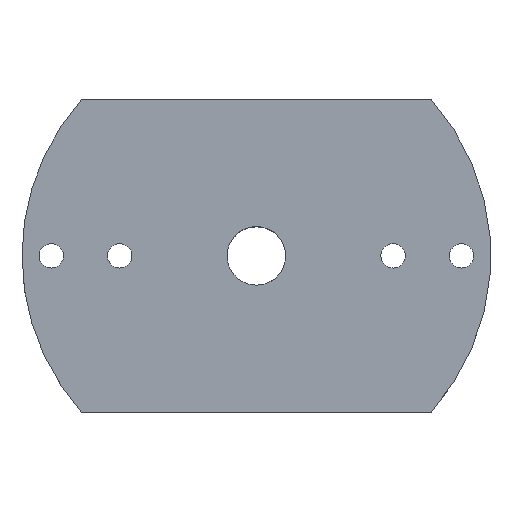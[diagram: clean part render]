
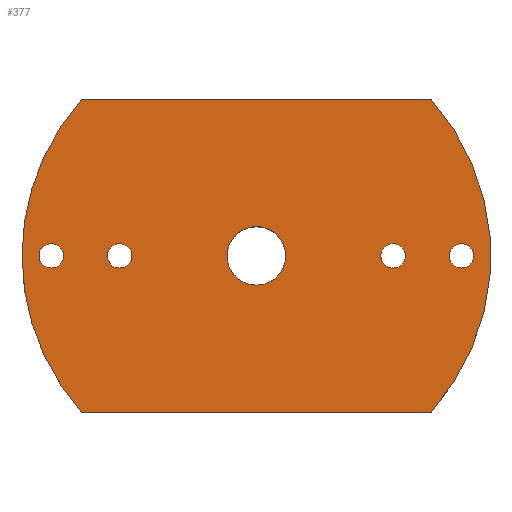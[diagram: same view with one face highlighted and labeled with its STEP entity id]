
A CAD part, top view. The second image highlights one B-rep face of the part: STEP entity #377.
In plain terms, the highlighted planar face has unit normal (0, 0, 1).
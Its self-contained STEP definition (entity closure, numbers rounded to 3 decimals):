
#3 = FACE_BOUND ( 'NONE', #4, .T. ) ;
#4 = EDGE_LOOP ( 'NONE', ( #1322, #459 ) ) ;
#8 = FACE_BOUND ( 'NONE', #835, .T. ) ;
#13 = CARTESIAN_POINT ( 'NONE',  ( 17.889, 16., 16. ) ) ;
#34 = AXIS2_PLACEMENT_3D ( 'NONE', #1140, #165, #1055 ) ;
#45 = EDGE_LOOP ( 'NONE', ( #147, #1148 ) ) ;
#64 = DIRECTION ( 'NONE',  ( 0., 0., -1. ) ) ;
#73 = AXIS2_PLACEMENT_3D ( 'NONE', #1060, #64, #758 ) ;
#75 = DIRECTION ( 'NONE',  ( -1., 0., 0. ) ) ;
#88 = CARTESIAN_POINT ( 'NONE',  ( 14., 0., 16. ) ) ;
#101 = CIRCLE ( 'NONE', #298, 1.25 ) ;
#105 = DIRECTION ( 'NONE',  ( 0., 0., -1. ) ) ;
#108 = DIRECTION ( 'NONE',  ( -1., 0., 0. ) ) ;
#109 = CARTESIAN_POINT ( 'NONE',  ( 3., 0., 16. ) ) ;
#111 = DIRECTION ( 'NONE',  ( -1., 0., 0. ) ) ;
#114 = CIRCLE ( 'NONE', #787, 1.25 ) ;
#116 = VERTEX_POINT ( 'NONE', #1050 ) ;
#126 = DIRECTION ( 'NONE',  ( -1., 0., 0. ) ) ;
#147 = ORIENTED_EDGE ( 'NONE', *, *, #959, .T. ) ;
#152 = VERTEX_POINT ( 'NONE', #1401 ) ;
#160 = VERTEX_POINT ( 'NONE', #1074 ) ;
#165 = DIRECTION ( 'NONE',  ( 0., 0., -1. ) ) ;
#173 = AXIS2_PLACEMENT_3D ( 'NONE', #1110, #1314, #989 ) ;
#178 = EDGE_CURVE ( 'NONE', #116, #425, #549, .T. ) ;
#187 = CIRCLE ( 'NONE', #339, 1.25 ) ;
#197 = CIRCLE ( 'NONE', #34, 1.25 ) ;
#219 = DIRECTION ( 'NONE',  ( -1., 0., 0. ) ) ;
#224 = CARTESIAN_POINT ( 'NONE',  ( 0., 0., 16. ) ) ;
#230 = FACE_BOUND ( 'NONE', #1276, .T. ) ;
#234 = VERTEX_POINT ( 'NONE', #844 ) ;
#242 = EDGE_CURVE ( 'NONE', #784, #1373, #114, .T. ) ;
#245 = CARTESIAN_POINT ( 'NONE',  ( -24., 0., 16. ) ) ;
#252 = CIRCLE ( 'NONE', #318, 3. ) ;
#257 = ORIENTED_EDGE ( 'NONE', *, *, #242, .T. ) ;
#259 = CARTESIAN_POINT ( 'NONE',  ( 22.25, 0., 16. ) ) ;
#263 = DIRECTION ( 'NONE',  ( 0., 0., -1. ) ) ;
#279 = VERTEX_POINT ( 'NONE', #13 ) ;
#285 = DIRECTION ( 'NONE',  ( 0., 0., -1. ) ) ;
#296 = ORIENTED_EDGE ( 'NONE', *, *, #887, .F. ) ;
#298 = AXIS2_PLACEMENT_3D ( 'NONE', #865, #1210, #108 ) ;
#312 = DIRECTION ( 'NONE',  ( 0., 0., -1. ) ) ;
#315 = DIRECTION ( 'NONE',  ( -1., 0., 0. ) ) ;
#318 = AXIS2_PLACEMENT_3D ( 'NONE', #1188, #285, #733 ) ;
#321 = DIRECTION ( 'NONE',  ( 0., 0., -1. ) ) ;
#335 = FACE_BOUND ( 'NONE', #625, .T. ) ;
#339 = AXIS2_PLACEMENT_3D ( 'NONE', #474, #1250, #482 ) ;
#358 = VERTEX_POINT ( 'NONE', #109 ) ;
#366 = EDGE_CURVE ( 'NONE', #516, #468, #732, .T. ) ;
#377 = ADVANCED_FACE ( 'NONE', ( #984, #335, #8, #3, #230, #1327 ), #441, .F. ) ;
#389 = DIRECTION ( 'NONE',  ( -1., 0., 0. ) ) ;
#417 = VERTEX_POINT ( 'NONE', #1414 ) ;
#421 = CARTESIAN_POINT ( 'NONE',  ( -14., 0., 16. ) ) ;
#425 = VERTEX_POINT ( 'NONE', #873 ) ;
#441 = PLANE ( 'NONE',  #1051 ) ;
#457 = CIRCLE ( 'NONE', #1012, 24. ) ;
#459 = ORIENTED_EDGE ( 'NONE', *, *, #178, .T. ) ;
#468 = VERTEX_POINT ( 'NONE', #245 ) ;
#474 = CARTESIAN_POINT ( 'NONE',  ( -21., 0., 16. ) ) ;
#482 = DIRECTION ( 'NONE',  ( -1., 0., 0. ) ) ;
#516 = VERTEX_POINT ( 'NONE', #1233 ) ;
#549 = CIRCLE ( 'NONE', #1174, 1.25 ) ;
#575 = ORIENTED_EDGE ( 'NONE', *, *, #366, .F. ) ;
#577 = CIRCLE ( 'NONE', #951, 1.25 ) ;
#593 = CARTESIAN_POINT ( 'NONE',  ( -15.25, 0., 16. ) ) ;
#620 = CARTESIAN_POINT ( 'NONE',  ( 17.889, -16., 16. ) ) ;
#625 = EDGE_LOOP ( 'NONE', ( #694, #874 ) ) ;
#627 = DIRECTION ( 'NONE',  ( -1., 0., 0. ) ) ;
#653 = CARTESIAN_POINT ( 'NONE',  ( -17.889, 16., 16. ) ) ;
#658 = CARTESIAN_POINT ( 'NONE',  ( -12.75, 0., 16. ) ) ;
#693 = EDGE_CURVE ( 'NONE', #358, #790, #252, .T. ) ;
#694 = ORIENTED_EDGE ( 'NONE', *, *, #1417, .T. ) ;
#695 = DIRECTION ( 'NONE',  ( -1., 0., 0. ) ) ;
#701 = EDGE_CURVE ( 'NONE', #425, #116, #747, .T. ) ;
#722 = LINE ( 'NONE', #620, #1086 ) ;
#732 = CIRCLE ( 'NONE', #173, 24. ) ;
#733 = DIRECTION ( 'NONE',  ( -1., 0., 0. ) ) ;
#744 = VERTEX_POINT ( 'NONE', #1326 ) ;
#746 = DIRECTION ( 'NONE',  ( 0., 0., -1. ) ) ;
#747 = CIRCLE ( 'NONE', #1356, 1.25 ) ;
#758 = DIRECTION ( 'NONE',  ( -1., 0., 0. ) ) ;
#765 = EDGE_CURVE ( 'NONE', #1064, #744, #101, .T. ) ;
#780 = DIRECTION ( 'NONE',  ( 0., 0., -1. ) ) ;
#781 = CARTESIAN_POINT ( 'NONE',  ( -3., 0., 16. ) ) ;
#784 = VERTEX_POINT ( 'NONE', #658 ) ;
#787 = AXIS2_PLACEMENT_3D ( 'NONE', #1072, #321, #126 ) ;
#790 = VERTEX_POINT ( 'NONE', #781 ) ;
#802 = EDGE_CURVE ( 'NONE', #160, #279, #1202, .T. ) ;
#809 = ORIENTED_EDGE ( 'NONE', *, *, #941, .F. ) ;
#835 = EDGE_LOOP ( 'NONE', ( #1038, #1294 ) ) ;
#836 = CARTESIAN_POINT ( 'NONE',  ( 21., 0., 16. ) ) ;
#844 = CARTESIAN_POINT ( 'NONE',  ( -22.25, 0., 16. ) ) ;
#848 = EDGE_CURVE ( 'NONE', #152, #234, #187, .T. ) ;
#865 = CARTESIAN_POINT ( 'NONE',  ( 21., 0., 16. ) ) ;
#873 = CARTESIAN_POINT ( 'NONE',  ( 12.75, 0., 16. ) ) ;
#874 = ORIENTED_EDGE ( 'NONE', *, *, #848, .T. ) ;
#882 = CARTESIAN_POINT ( 'NONE',  ( 0., 0., 16. ) ) ;
#887 = EDGE_CURVE ( 'NONE', #417, #516, #722, .T. ) ;
#896 = ORIENTED_EDGE ( 'NONE', *, *, #1209, .T. ) ;
#901 = VECTOR ( 'NONE', #982, 1000. ) ;
#904 = EDGE_CURVE ( 'NONE', #279, #417, #1380, .T. ) ;
#919 = ORIENTED_EDGE ( 'NONE', *, *, #904, .F. ) ;
#941 = EDGE_CURVE ( 'NONE', #468, #160, #457, .T. ) ;
#951 = AXIS2_PLACEMENT_3D ( 'NONE', #836, #263, #695 ) ;
#959 = EDGE_CURVE ( 'NONE', #790, #358, #1062, .T. ) ;
#963 = CARTESIAN_POINT ( 'NONE',  ( 0., 0., 16. ) ) ;
#972 = ORIENTED_EDGE ( 'NONE', *, *, #802, .F. ) ;
#982 = DIRECTION ( 'NONE',  ( 1., 0., 0. ) ) ;
#984 = FACE_BOUND ( 'NONE', #45, .T. ) ;
#989 = DIRECTION ( 'NONE',  ( -1., 0., 0. ) ) ;
#1012 = AXIS2_PLACEMENT_3D ( 'NONE', #963, #1395, #1200 ) ;
#1038 = ORIENTED_EDGE ( 'NONE', *, *, #1354, .T. ) ;
#1050 = CARTESIAN_POINT ( 'NONE',  ( 15.25, 0., 16. ) ) ;
#1051 = AXIS2_PLACEMENT_3D ( 'NONE', #224, #105, #315 ) ;
#1055 = DIRECTION ( 'NONE',  ( -1., 0., 0. ) ) ;
#1060 = CARTESIAN_POINT ( 'NONE',  ( 0., 0., 16. ) ) ;
#1062 = CIRCLE ( 'NONE', #1125, 3. ) ;
#1063 = CARTESIAN_POINT ( 'NONE',  ( 14., 0., 16. ) ) ;
#1064 = VERTEX_POINT ( 'NONE', #259 ) ;
#1072 = CARTESIAN_POINT ( 'NONE',  ( -14., 0., 16. ) ) ;
#1074 = CARTESIAN_POINT ( 'NONE',  ( -17.889, 16., 16. ) ) ;
#1085 = EDGE_LOOP ( 'NONE', ( #919, #972, #809, #575, #296 ) ) ;
#1086 = VECTOR ( 'NONE', #627, 1000. ) ;
#1090 = AXIS2_PLACEMENT_3D ( 'NONE', #421, #312, #111 ) ;
#1108 = CIRCLE ( 'NONE', #1090, 1.25 ) ;
#1110 = CARTESIAN_POINT ( 'NONE',  ( 0., 0., 16. ) ) ;
#1125 = AXIS2_PLACEMENT_3D ( 'NONE', #882, #780, #219 ) ;
#1140 = CARTESIAN_POINT ( 'NONE',  ( -21., 0., 16. ) ) ;
#1148 = ORIENTED_EDGE ( 'NONE', *, *, #693, .T. ) ;
#1174 = AXIS2_PLACEMENT_3D ( 'NONE', #88, #746, #389 ) ;
#1188 = CARTESIAN_POINT ( 'NONE',  ( 0., 0., 16. ) ) ;
#1200 = DIRECTION ( 'NONE',  ( -1., 0., 0. ) ) ;
#1202 = LINE ( 'NONE', #653, #901 ) ;
#1209 = EDGE_CURVE ( 'NONE', #1373, #784, #1108, .T. ) ;
#1210 = DIRECTION ( 'NONE',  ( 0., 0., -1. ) ) ;
#1233 = CARTESIAN_POINT ( 'NONE',  ( -17.889, -16., 16. ) ) ;
#1250 = DIRECTION ( 'NONE',  ( 0., 0., -1. ) ) ;
#1276 = EDGE_LOOP ( 'NONE', ( #896, #257 ) ) ;
#1294 = ORIENTED_EDGE ( 'NONE', *, *, #765, .T. ) ;
#1314 = DIRECTION ( 'NONE',  ( 0., 0., -1. ) ) ;
#1322 = ORIENTED_EDGE ( 'NONE', *, *, #701, .T. ) ;
#1326 = CARTESIAN_POINT ( 'NONE',  ( 19.75, 0., 16. ) ) ;
#1327 = FACE_OUTER_BOUND ( 'NONE', #1085, .T. ) ;
#1354 = EDGE_CURVE ( 'NONE', #744, #1064, #577, .T. ) ;
#1356 = AXIS2_PLACEMENT_3D ( 'NONE', #1063, #1398, #75 ) ;
#1373 = VERTEX_POINT ( 'NONE', #593 ) ;
#1380 = CIRCLE ( 'NONE', #73, 24. ) ;
#1395 = DIRECTION ( 'NONE',  ( 0., 0., -1. ) ) ;
#1398 = DIRECTION ( 'NONE',  ( 0., 0., -1. ) ) ;
#1401 = CARTESIAN_POINT ( 'NONE',  ( -19.75, 0., 16. ) ) ;
#1414 = CARTESIAN_POINT ( 'NONE',  ( 17.889, -16., 16. ) ) ;
#1417 = EDGE_CURVE ( 'NONE', #234, #152, #197, .T. ) ;
